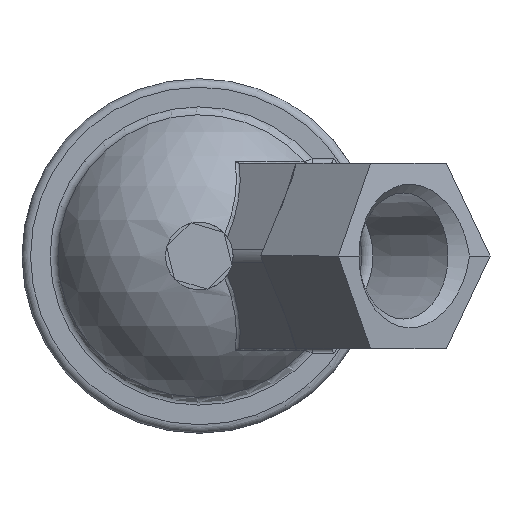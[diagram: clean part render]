
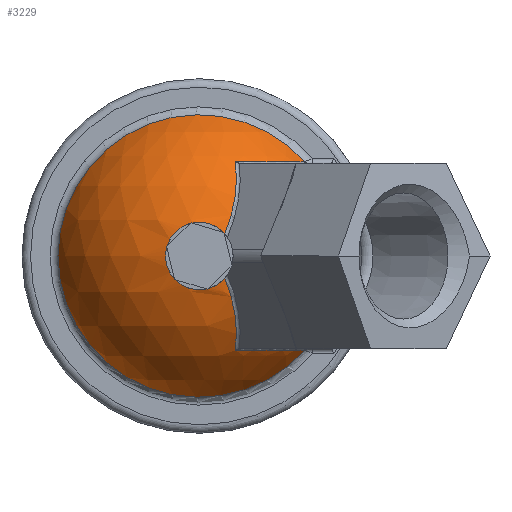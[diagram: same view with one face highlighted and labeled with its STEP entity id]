
A CAD part, front view. The second image highlights one B-rep face of the part: STEP entity #3229.
In plain terms, the highlighted spherical face has radius 28.575 mm.
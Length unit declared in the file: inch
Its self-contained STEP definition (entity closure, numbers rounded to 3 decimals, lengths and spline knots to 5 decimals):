
#37=SPHERICAL_SURFACE('',#3644,1.125);
#399=FACE_OUTER_BOUND('',#607,.T.);
#607=EDGE_LOOP('',(#2583,#2584,#2585,#2586,#2587,#2588));
#1145=CIRCLE('',#3638,0.25);
#1147=CIRCLE('',#3643,0.91603);
#1148=CIRCLE('',#3645,0.91603);
#1149=CIRCLE('',#3646,0.88123);
#1150=CIRCLE('',#3647,1.04575);
#1151=CIRCLE('',#3648,0.88123);
#1440=VERTEX_POINT('',#5899);
#1441=VERTEX_POINT('',#5908);
#1447=VERTEX_POINT('',#5938);
#1449=VERTEX_POINT('',#5954);
#1450=VERTEX_POINT('',#5956);
#1451=VERTEX_POINT('',#5958);
#1849=EDGE_CURVE('',#1441,#1440,#1145,.T.);
#1857=EDGE_CURVE('',#1441,#1447,#1147,.T.);
#1860=EDGE_CURVE('',#1449,#1440,#1148,.T.);
#1861=EDGE_CURVE('',#1450,#1449,#1149,.T.);
#1862=EDGE_CURVE('',#1451,#1450,#1150,.T.);
#1863=EDGE_CURVE('',#1447,#1451,#1151,.T.);
#2583=ORIENTED_EDGE('',*,*,#1849,.T.);
#2584=ORIENTED_EDGE('',*,*,#1860,.F.);
#2585=ORIENTED_EDGE('',*,*,#1861,.F.);
#2586=ORIENTED_EDGE('',*,*,#1862,.F.);
#2587=ORIENTED_EDGE('',*,*,#1863,.F.);
#2588=ORIENTED_EDGE('',*,*,#1857,.F.);
#3229=ADVANCED_FACE('',(#399),#37,.T.);
#3638=AXIS2_PLACEMENT_3D('',#5909,#4386,#4387);
#3643=AXIS2_PLACEMENT_3D('',#5939,#4399,#4400);
#3644=AXIS2_PLACEMENT_3D('',#5953,#4401,#4402);
#3645=AXIS2_PLACEMENT_3D('',#5955,#4403,#4404);
#3646=AXIS2_PLACEMENT_3D('',#5957,#4405,#4406);
#3647=AXIS2_PLACEMENT_3D('',#5959,#4407,#4408);
#3648=AXIS2_PLACEMENT_3D('',#5960,#4409,#4410);
#4386=DIRECTION('center_axis',(0.,-1.,0.));
#4387=DIRECTION('ref_axis',(-1.,0.,0.));
#4399=DIRECTION('center_axis',(0.647,-0.647,-0.402));
#4400=DIRECTION('ref_axis',(0.74,0.659,0.13));
#4401=DIRECTION('center_axis',(0.,0.,1.));
#4402=DIRECTION('ref_axis',(1.,0.,0.));
#4403=DIRECTION('center_axis',(0.647,-0.647,0.402));
#4404=DIRECTION('ref_axis',(0.74,0.659,-0.13));
#4405=DIRECTION('center_axis',(0.,0.,1.));
#4406=DIRECTION('ref_axis',(0.648,0.762,0.));
#4407=DIRECTION('center_axis',(0.,-1.,0.));
#4408=DIRECTION('ref_axis',(-1.,0.,0.));
#4409=DIRECTION('center_axis',(0.,0.,
-1.));
#4410=DIRECTION('ref_axis',(0.648,0.762,0.));
#5899=CARTESIAN_POINT('',(0.18942,1.175,-0.16315));
#5908=CARTESIAN_POINT('',(0.18942,1.175,0.16315));
#5909=CARTESIAN_POINT('Origin',(0.,1.175,0.));
#5938=CARTESIAN_POINT('',(0.26591,0.91828,0.69932));
#5939=CARTESIAN_POINT('Origin',(-0.42278,0.5009,0.26274));
#5953=CARTESIAN_POINT('Origin',(0.,0.07813,0.));
#5954=CARTESIAN_POINT('',(0.26591,0.91828,-0.69932));
#5955=CARTESIAN_POINT('Origin',(-0.42278,0.5009,-0.26274));
#5956=CARTESIAN_POINT('',(0.77752,0.4929,-0.69932));
#5957=CARTESIAN_POINT('Origin',(0.,0.07813,-0.69932));
#5958=CARTESIAN_POINT('',(0.77752,0.4929,0.69932));
#5959=CARTESIAN_POINT('Origin',(0.,0.4929,0.));
#5960=CARTESIAN_POINT('Origin',(0.,0.07812,
0.69932));
